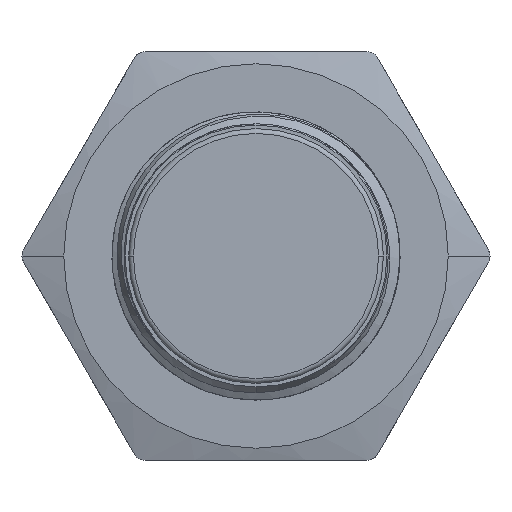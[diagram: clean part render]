
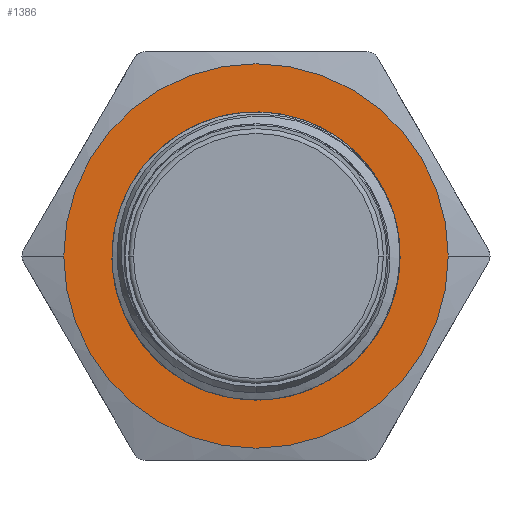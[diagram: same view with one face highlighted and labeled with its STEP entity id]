
A CAD part, front view. The second image highlights one B-rep face of the part: STEP entity #1386.
In plain terms, the highlighted planar face has unit normal (0, -1, 0).
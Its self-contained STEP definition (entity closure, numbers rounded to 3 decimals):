
#202=FACE_BOUND('',#2596,.T.);
#203=FACE_BOUND('',#2597,.T.);
#465=PLANE('',#11864);
#1386=ADVANCED_FACE('',(#202,#203),#465,.T.);
#2596=EDGE_LOOP('',(#8298,#8299));
#2597=EDGE_LOOP('',(#8300,#8301));
#8298=ORIENTED_EDGE('',*,*,#10594,.T.);
#8299=ORIENTED_EDGE('',*,*,#11198,.T.);
#8300=ORIENTED_EDGE('',*,*,#10598,.T.);
#8301=ORIENTED_EDGE('',*,*,#10613,.T.);
#9053=VERTEX_POINT('',#29097);
#9054=VERTEX_POINT('',#29099);
#9056=VERTEX_POINT('',#29105);
#9058=VERTEX_POINT('',#29108);
#10594=EDGE_CURVE('',#9054,#9053,#11247,.T.);
#10598=EDGE_CURVE('',#9058,#9056,#11249,.T.);
#10613=EDGE_CURVE('',#9056,#9058,#11250,.T.);
#11198=EDGE_CURVE('',#9053,#9054,#11258,.T.);
#11247=CIRCLE('',#11649,5.5);
#11249=CIRCLE('',#11652,8.);
#11250=CIRCLE('',#11654,8.);
#11258=CIRCLE('',#11862,5.5);
#11649=AXIS2_PLACEMENT_3D('',#29098,#12981,#12982);
#11652=AXIS2_PLACEMENT_3D('',#29107,#12989,#12990);
#11654=AXIS2_PLACEMENT_3D('',#29193,#12994,#12995);
#11862=AXIS2_PLACEMENT_3D('',#33662,#13608,#13609);
#11864=AXIS2_PLACEMENT_3D('',#33664,#13612,#13613);
#12981=DIRECTION('',(0.,1.,0.));
#12982=DIRECTION('',(1.,0.,0.));
#12989=DIRECTION('',(0.,-1.,0.));
#12990=DIRECTION('',(1.,0.,0.));
#12994=DIRECTION('',(0.,-1.,0.));
#12995=DIRECTION('',(-1.,0.,0.));
#13608=DIRECTION('',(0.,1.,0.));
#13609=DIRECTION('',(-1.,0.,0.));
#13612=DIRECTION('',(0.,-1.,0.));
#13613=DIRECTION('',(1.,0.,0.));
#29097=CARTESIAN_POINT('',(-5.5,6.,0.));
#29098=CARTESIAN_POINT('',(0.,6.,0.));
#29099=CARTESIAN_POINT('',(5.5,6.,0.));
#29105=CARTESIAN_POINT('',(-8.,6.,0.));
#29107=CARTESIAN_POINT('',(0.,6.,0.));
#29108=CARTESIAN_POINT('',(8.,6.,0.));
#29193=CARTESIAN_POINT('',(0.,6.,0.));
#33662=CARTESIAN_POINT('',(0.,6.,0.));
#33664=CARTESIAN_POINT('',(0.,6.,0.));
